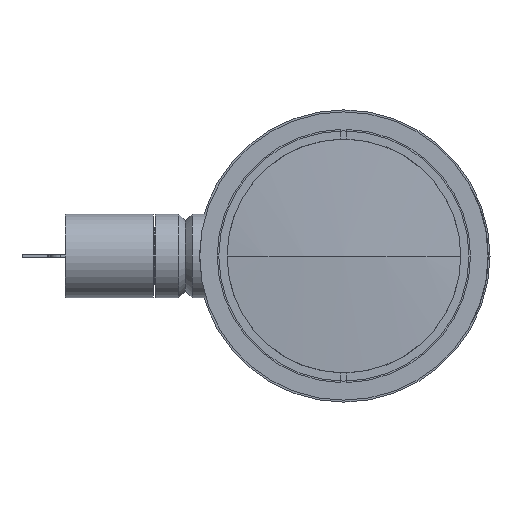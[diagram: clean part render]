
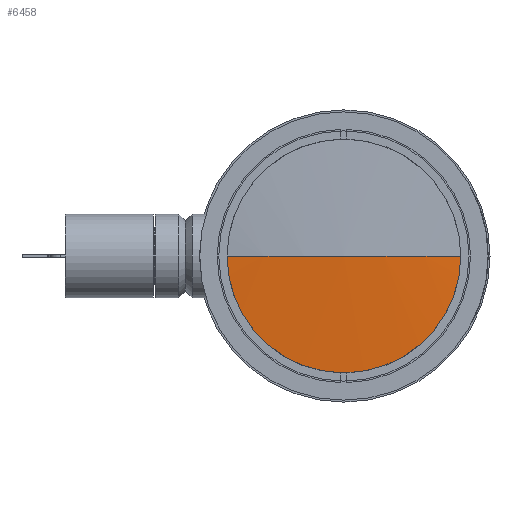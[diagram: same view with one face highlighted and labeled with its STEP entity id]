
A CAD part, left-side view. The second image highlights one B-rep face of the part: STEP entity #6458.
In plain terms, the highlighted spherical face has radius 327.942 mm.
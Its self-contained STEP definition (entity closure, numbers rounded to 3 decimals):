
#5679 = CARTESIAN_POINT ( 'NONE',  ( 1.448, 30.788, 0. ) ) ;
#5851 = EDGE_CURVE ( 'NONE', #54267, #73509, #76457, .T. ) ;
#6458 = ADVANCED_FACE ( 'NONE', ( #25694 ), #32518, .T. ) ;
#7870 = ORIENTED_EDGE ( 'NONE', *, *, #86470, .T. ) ;
#7896 = AXIS2_PLACEMENT_3D ( 'NONE', #29698, #30155, #64111 ) ;
#12685 = EDGE_CURVE ( 'NONE', #73509, #62935, #42051, .T. ) ;
#15935 = ORIENTED_EDGE ( 'NONE', *, *, #5851, .T. ) ;
#19524 = CARTESIAN_POINT ( 'NONE',  ( 327.942, 0., 0. ) ) ;
#19973 = EDGE_CURVE ( 'NONE', #33035, #62935, #64214, .T. ) ;
#21468 = CARTESIAN_POINT ( 'NONE',  ( 1.448, 0., 0. ) ) ;
#25694 = FACE_OUTER_BOUND ( 'NONE', #60632, .T. ) ;
#29698 = CARTESIAN_POINT ( 'NONE',  ( 327.942, 0., 0. ) ) ;
#30155 = DIRECTION ( 'NONE',  ( 0., 0., 1. ) ) ;
#32275 = CARTESIAN_POINT ( 'NONE',  ( 1.448, 0., 0. ) ) ;
#32295 = AXIS2_PLACEMENT_3D ( 'NONE', #32275, #87002, #52670 ) ;
#32518 = SPHERICAL_SURFACE ( 'NONE', #59027, 327.942 ) ;
#33035 = VERTEX_POINT ( 'NONE', #5679 ) ;
#33789 = ORIENTED_EDGE ( 'NONE', *, *, #12685, .T. ) ;
#42051 = CIRCLE ( 'NONE', #56558, 327.942 ) ;
#47162 = DIRECTION ( 'NONE',  ( 0., 1., 0. ) ) ;
#47332 = DIRECTION ( 'NONE',  ( 0., 0., 1. ) ) ;
#52670 = DIRECTION ( 'NONE',  ( 0., 0., 1. ) ) ;
#53381 = DIRECTION ( 'NONE',  ( 0., 0., -1. ) ) ;
#54267 = VERTEX_POINT ( 'NONE', #61503 ) ;
#56558 = AXIS2_PLACEMENT_3D ( 'NONE', #19524, #88716, #47162 ) ;
#57207 = CARTESIAN_POINT ( 'NONE',  ( 1.448, -30.788, 0. ) ) ;
#59027 = AXIS2_PLACEMENT_3D ( 'NONE', #60135, #53381, #88593 ) ;
#60135 = CARTESIAN_POINT ( 'NONE',  ( 327.942, 0., 0. ) ) ;
#60632 = EDGE_LOOP ( 'NONE', ( #7870, #15935, #33789, #82705 ) ) ;
#61503 = CARTESIAN_POINT ( 'NONE',  ( 1.448, 0., -30.788 ) ) ;
#62935 = VERTEX_POINT ( 'NONE', #88642 ) ;
#64111 = DIRECTION ( 'NONE',  ( 1., 0., 0. ) ) ;
#64214 = CIRCLE ( 'NONE', #7896, 327.942 ) ;
#69473 = DIRECTION ( 'NONE',  ( -1., 0., 0. ) ) ;
#73509 = VERTEX_POINT ( 'NONE', #57207 ) ;
#75039 = AXIS2_PLACEMENT_3D ( 'NONE', #21468, #69473, #47332 ) ;
#76457 = CIRCLE ( 'NONE', #75039, 30.788 ) ;
#78526 = CIRCLE ( 'NONE', #32295, 30.788 ) ;
#82705 = ORIENTED_EDGE ( 'NONE', *, *, #19973, .F. ) ;
#86470 = EDGE_CURVE ( 'NONE', #33035, #54267, #78526, .T. ) ;
#87002 = DIRECTION ( 'NONE',  ( -1., 0., 0. ) ) ;
#88593 = DIRECTION ( 'NONE',  ( 0., 1., 0. ) ) ;
#88642 = CARTESIAN_POINT ( 'NONE',  ( 0., 0., 0. ) ) ;
#88716 = DIRECTION ( 'NONE',  ( 0., 0., -1. ) ) ;
